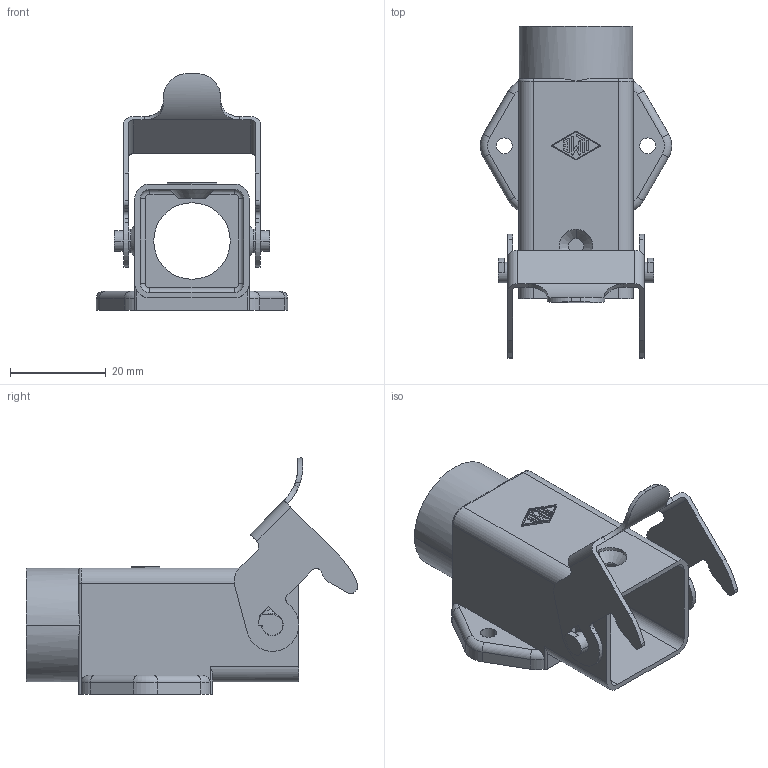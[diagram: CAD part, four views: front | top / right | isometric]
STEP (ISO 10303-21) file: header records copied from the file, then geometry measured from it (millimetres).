
FILE_DESCRIPTION(('Creo Elements/Direct Modeling STEP Export'),'2;1');
FILE_NAME('37jbk2e5pmno9ju2324','2023-03-13T15:33:12',(''),(''),'Creo Elements/Direct Modeling STEP processor for AP214 (Solid Model)','Creo Elements/Direct Modeling 20.1B 02-Apr-2019 (C) Parametric Technology GmbH','');
FILE_SCHEMA(('AUTOMOTIVE_DESIGN { 1 0 10303 214 1 1 1 1 }'));
Length unit declared in the file: millimetre
Products named in the file (2): 54119_A; MKA AP20
Assembly tree (1 placements, depth 2):
  MKA AP20
    54119_A
Bounding box: 40 x 69.38 x 49.48 mm (x, y, z)
Volume: 10584.6 mm3; surface area: 13795.3 mm2
Topology: 1 solids, 1 shells, 235 faces, 637 edges, 415 vertices
Faces by surface type: plane 110, cylinder 104, torus 12, cone 9
Entity records: 10566 total; most frequent: CARTESIAN_POINT 2786, ORIENTED_EDGE 1274, DIRECTION 1184, EDGE_CURVE 637, VERTEX_POINT 415, AXIS2_PLACEMENT_3D 412, VECTOR 360, LINE 360
